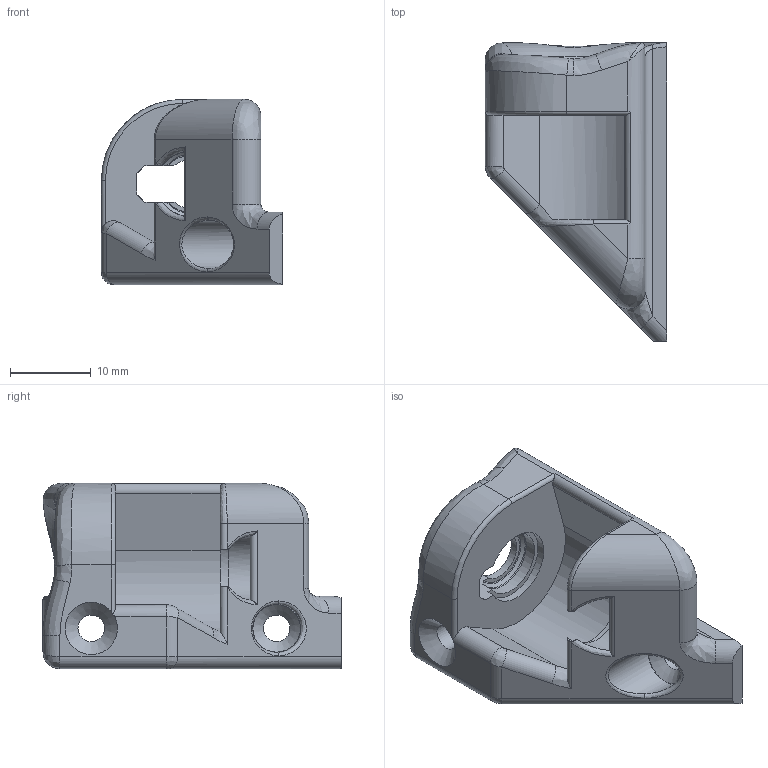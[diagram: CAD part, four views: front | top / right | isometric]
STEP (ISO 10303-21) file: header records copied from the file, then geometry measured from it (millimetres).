
FILE_DESCRIPTION(/* description */ (''),/* implementation_level */ '2;1');
FILE_NAME(/* name */ 'SCREWMOUNT_BOTTOM_V01.step',/* time_stamp */ '2023-01-14T23:32:22+01:00',/* author */ (''),/* organization */ (''),/* preprocessor_version */ 'ST-DEVELOPER v19.2',/* originating_system */ 'Autodesk Translation Framework v11.17.0.187',/* authorisation */ '');
FILE_SCHEMA (('AUTOMOTIVE_DESIGN { 1 0 10303 214 3 1 1 }'));
Length unit declared in the file: millimetre
Products named in the file (1): SCREWMOUNT_BOTTOM_V01_PR
Bounding box: 22.5 x 37 x 23 mm (x, y, z)
Volume: 6571.9 mm3; surface area: 4153.4 mm2
Topology: 1 solids, 1 shells, 104 faces, 272 edges, 170 vertices
Faces by surface type: cylinder 32, plane 31, bspline 30, torus 7, cone 4
Full cylindrical faces by diameter (mm): 3.3 x2, 6 x1
Entity records: 8007 total; most frequent: CARTESIAN_POINT 5620, ORIENTED_EDGE 544, DIRECTION 430, EDGE_CURVE 272, AXIS2_PLACEMENT_3D 171, VERTEX_POINT 170, EDGE_LOOP 110, FACE_OUTER_BOUND 104
